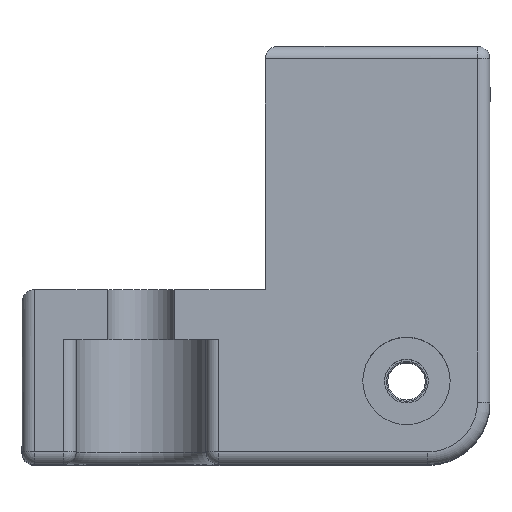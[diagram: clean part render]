
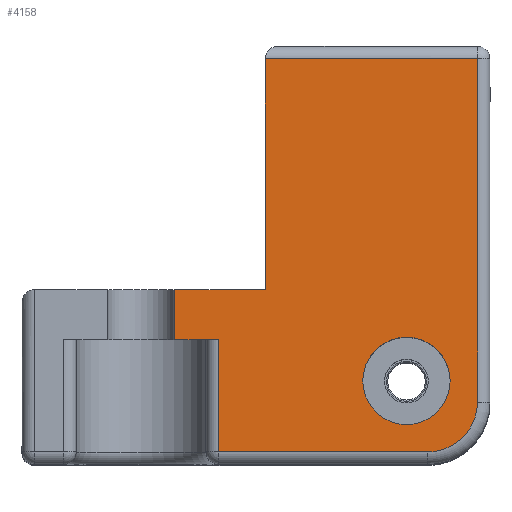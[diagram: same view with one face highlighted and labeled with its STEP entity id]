
A CAD part, top view. The second image highlights one B-rep face of the part: STEP entity #4158.
In plain terms, the highlighted planar face has unit normal (0, 0, 1).
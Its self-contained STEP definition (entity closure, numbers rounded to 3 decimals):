
#119=FACE_BOUND('',#597,.T.);
#165=PLANE('',#4609);
#327=FACE_OUTER_BOUND('',#596,.T.);
#596=EDGE_LOOP('',(#3254,#3255,#3256,#3257,#3258,#3259,#3260,#3261,#3262));
#597=EDGE_LOOP('',(#3263));
#930=CIRCLE('',#4610,4.);
#931=CIRCLE('',#4611,3.5);
#1183=LINE('',#6913,#1470);
#1190=LINE('',#6934,#1477);
#1191=LINE('',#6938,#1478);
#1192=LINE('',#6940,#1479);
#1193=LINE('',#6942,#1480);
#1194=LINE('',#6944,#1481);
#1195=LINE('',#6946,#1482);
#1196=LINE('',#6948,#1483);
#1470=VECTOR('',#5581,10.);
#1477=VECTOR('',#5602,10.);
#1478=VECTOR('',#5607,10.);
#1479=VECTOR('',#5608,10.);
#1480=VECTOR('',#5609,10.);
#1481=VECTOR('',#5610,10.);
#1482=VECTOR('',#5611,10.);
#1483=VECTOR('',#5612,10.);
#1835=VERTEX_POINT('',#6908);
#1836=VERTEX_POINT('',#6912);
#1843=VERTEX_POINT('',#6933);
#1844=VERTEX_POINT('',#6937);
#1845=VERTEX_POINT('',#6939);
#1846=VERTEX_POINT('',#6941);
#1847=VERTEX_POINT('',#6943);
#1848=VERTEX_POINT('',#6945);
#1849=VERTEX_POINT('',#6947);
#1850=VERTEX_POINT('',#6950);
#2327=EDGE_CURVE('',#1835,#1836,#1183,.T.);
#2338=EDGE_CURVE('',#1843,#1836,#1190,.T.);
#2340=EDGE_CURVE('',#1844,#1835,#1191,.T.);
#2341=EDGE_CURVE('',#1845,#1844,#1192,.T.);
#2342=EDGE_CURVE('',#1846,#1845,#1193,.T.);
#2343=EDGE_CURVE('',#1847,#1846,#1194,.T.);
#2344=EDGE_CURVE('',#1847,#1848,#1195,.T.);
#2345=EDGE_CURVE('',#1848,#1849,#1196,.T.);
#2346=EDGE_CURVE('',#1849,#1843,#930,.T.);
#2347=EDGE_CURVE('',#1850,#1850,#931,.T.);
#3254=ORIENTED_EDGE('',*,*,#2327,.F.);
#3255=ORIENTED_EDGE('',*,*,#2340,.F.);
#3256=ORIENTED_EDGE('',*,*,#2341,.F.);
#3257=ORIENTED_EDGE('',*,*,#2342,.F.);
#3258=ORIENTED_EDGE('',*,*,#2343,.F.);
#3259=ORIENTED_EDGE('',*,*,#2344,.T.);
#3260=ORIENTED_EDGE('',*,*,#2345,.T.);
#3261=ORIENTED_EDGE('',*,*,#2346,.T.);
#3262=ORIENTED_EDGE('',*,*,#2338,.T.);
#3263=ORIENTED_EDGE('',*,*,#2347,.T.);
#4158=ADVANCED_FACE('',(#327,#119),#165,.F.);
#4609=AXIS2_PLACEMENT_3D('',#6936,#5605,#5606);
#4610=AXIS2_PLACEMENT_3D('',#6949,#5613,#5614);
#4611=AXIS2_PLACEMENT_3D('',#6951,#5615,#5616);
#5581=DIRECTION('',(1.,0.,0.));
#5602=DIRECTION('',(0.,1.,0.));
#5605=DIRECTION('center_axis',(0.,0.,
-1.));
#5606=DIRECTION('ref_axis',(1.,0.,0.));
#5607=DIRECTION('',(0.,1.,0.));
#5608=DIRECTION('',(1.,0.,0.));
#5609=DIRECTION('',(0.,1.,0.));
#5610=DIRECTION('',(-1.,0.,0.));
#5611=DIRECTION('',(0.,-1.,0.));
#5612=DIRECTION('',(1.,0.,0.));
#5613=DIRECTION('center_axis',(0.,0.,
1.));
#5614=DIRECTION('ref_axis',(0.707,-0.707,0.));
#5615=DIRECTION('center_axis',(0.,0.,
-1.));
#5616=DIRECTION('ref_axis',(1.,0.,0.));
#6908=CARTESIAN_POINT('',(9.958,32.5,28.));
#6912=CARTESIAN_POINT('',(26.958,32.5,28.));
#6913=CARTESIAN_POINT('',(9.469,32.5,28.));
#6933=CARTESIAN_POINT('',(26.958,5.,28.));
#6934=CARTESIAN_POINT('',(26.958,25.,28.));
#6936=CARTESIAN_POINT('Origin',(8.979,17.,28.));
#6937=CARTESIAN_POINT('',(9.958,14.,28.));
#6938=CARTESIAN_POINT('',(9.958,15.,28.));
#6939=CARTESIAN_POINT('',(2.7,14.,28.));
#6940=CARTESIAN_POINT('',(-10.,14.,28.));
#6941=CARTESIAN_POINT('',(2.7,10.,28.));
#6942=CARTESIAN_POINT('',(2.7,13.5,28.));
#6943=CARTESIAN_POINT('',(6.2,10.,28.));
#6944=CARTESIAN_POINT('',(4.49,10.,28.));
#6945=CARTESIAN_POINT('',(6.2,1.,28.));
#6946=CARTESIAN_POINT('',(6.2,8.5,28.));
#6947=CARTESIAN_POINT('',(22.958,1.,28.));
#6948=CARTESIAN_POINT('',(15.969,1.,28.));
#6949=CARTESIAN_POINT('Origin',(22.958,5.,28.));
#6950=CARTESIAN_POINT('',(17.765,6.693,28.));
#6951=CARTESIAN_POINT('Origin',(21.265,6.693,28.));
